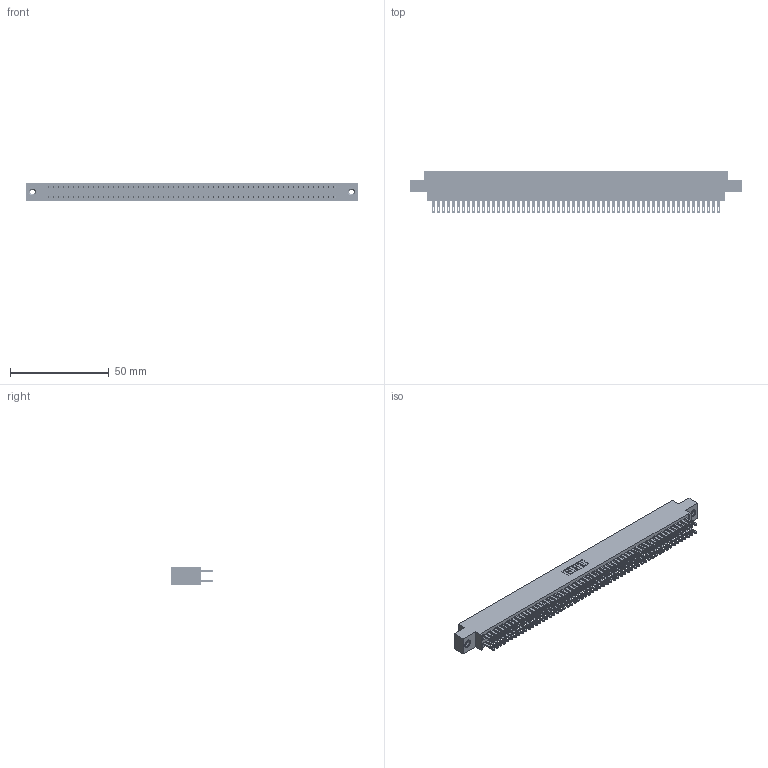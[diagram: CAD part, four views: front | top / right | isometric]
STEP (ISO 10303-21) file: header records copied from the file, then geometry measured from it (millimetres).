
FILE_DESCRIPTION (( 'STEP AP203' ), '1' );
FILE_NAME ('895-116-500-807.STEP', '2020-10-13T14:24:49', ( '' ), ( '' ), 'SwSTEP 2.0', 'SolidWorks 2020', '' );
FILE_SCHEMA (( 'CONFIG_CONTROL_DESIGN' ));
Length unit declared in the file: inch
Products named in the file (4): 895-116-500-807; 345-250-001_345-250-005-103; 845 Part_0.170 Offset - 0.156 Dia-TI; 345-292-001_345-293-100
Assembly tree (119 placements, depth 2):
  895-116-500-807
    845 Part_0.170 Offset - 0.156 Dia-TI
    345-292-001_345-293-100  x116
    345-250-001_345-250-005-103  x2
Bounding box: 168.53 x 21.51 x 9.4 mm (x, y, z)
Volume: 16747.2 mm3; surface area: 26419.5 mm2
Topology: 119 solids, 119 shells, 5526 faces, 16845 edges, 11222 vertices
Faces by surface type: plane 3248, cylinder 2262, cone 12, torus 4
Entity records: 44602 total; most frequent: CARTESIAN_POINT 7443, ORIENTED_EDGE 7370, DIRECTION 6571, EDGE_CURVE 3685, VECTOR 3297, LINE 3297, VERTEX_POINT 2452, AXIS2_PLACEMENT_3D 1637
